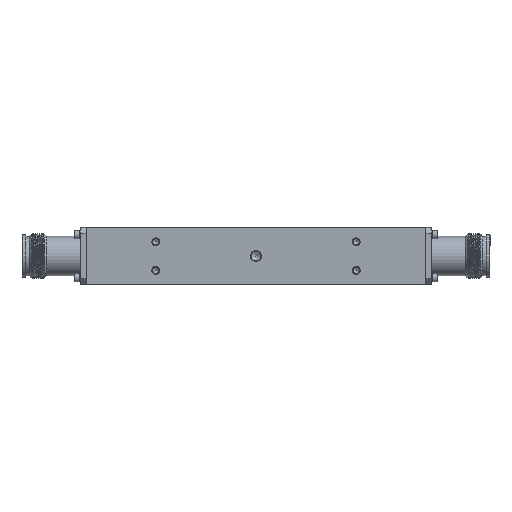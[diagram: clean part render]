
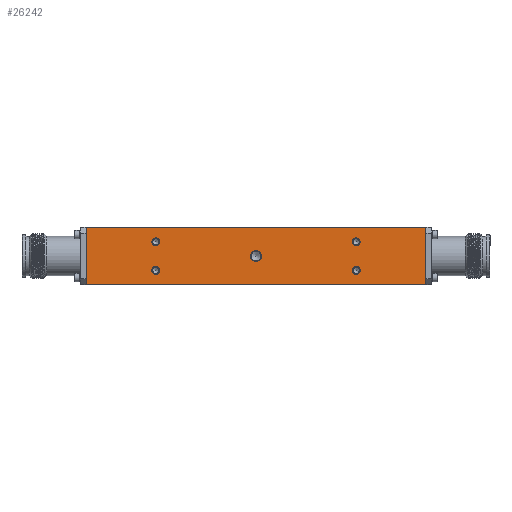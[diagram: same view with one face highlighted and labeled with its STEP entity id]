
A CAD part, front view. The second image highlights one B-rep face of the part: STEP entity #26242.
In plain terms, the highlighted planar face has unit normal (0, -1, 0).
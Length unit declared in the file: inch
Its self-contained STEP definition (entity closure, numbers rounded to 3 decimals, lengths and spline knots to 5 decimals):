
#471 = DIRECTION ( 'NONE',  ( 0., 0., 1. ) ) ;
#478 = EDGE_LOOP ( 'NONE', ( #1076 ) ) ;
#583 = EDGE_LOOP ( 'NONE', ( #44291 ) ) ;
#1076 = ORIENTED_EDGE ( 'NONE', *, *, #35419, .F. ) ;
#1297 = ORIENTED_EDGE ( 'NONE', *, *, #30403, .F. ) ;
#1507 = CIRCLE ( 'NONE', #13779, 0.069 ) ;
#1596 = EDGE_CURVE ( 'NONE', #47941, #10644, #46266, .T. ) ;
#1619 = AXIS2_PLACEMENT_3D ( 'NONE', #43334, #43080, #471 ) ;
#2854 = CARTESIAN_POINT ( 'NONE',  ( -1.75, -1.2, -0.25 ) ) ;
#3096 = CARTESIAN_POINT ( 'NONE',  ( -1.75, -1.2, 0.181 ) ) ;
#3210 = DIRECTION ( 'NONE',  ( 0., 0., -1. ) ) ;
#4561 = FACE_BOUND ( 'NONE', #28928, .T. ) ;
#4656 = CARTESIAN_POINT ( 'NONE',  ( -2.965, -1.2, 0.5 ) ) ;
#5551 = CARTESIAN_POINT ( 'NONE',  ( -2.965, -1.2, 0.5 ) ) ;
#5869 = CARTESIAN_POINT ( 'NONE',  ( 1.75, -1.2, 0.181 ) ) ;
#6300 = VERTEX_POINT ( 'NONE', #17695 ) ;
#6688 = ORIENTED_EDGE ( 'NONE', *, *, #32259, .F. ) ;
#6954 = EDGE_LOOP ( 'NONE', ( #26388, #39234, #1297, #13106 ) ) ;
#7437 = CARTESIAN_POINT ( 'NONE',  ( -2.965, -1.2, -0.5 ) ) ;
#7788 = LINE ( 'NONE', #15510, #45965 ) ;
#8054 = AXIS2_PLACEMENT_3D ( 'NONE', #28378, #31694, #24538 ) ;
#9930 = DIRECTION ( 'NONE',  ( 0., 0., -1. ) ) ;
#10644 = VERTEX_POINT ( 'NONE', #7437 ) ;
#11108 = CARTESIAN_POINT ( 'NONE',  ( -2.965, -1.2, 0.5 ) ) ;
#11699 = LINE ( 'NONE', #39395, #17037 ) ;
#12127 = AXIS2_PLACEMENT_3D ( 'NONE', #42382, #29545, #26224 ) ;
#13106 = ORIENTED_EDGE ( 'NONE', *, *, #1596, .T. ) ;
#13779 = AXIS2_PLACEMENT_3D ( 'NONE', #2854, #41874, #49843 ) ;
#15510 = CARTESIAN_POINT ( 'NONE',  ( 2.965, -1.2, 0.5 ) ) ;
#16006 = ORIENTED_EDGE ( 'NONE', *, *, #40231, .F. ) ;
#17037 = VECTOR ( 'NONE', #34542, 39.37008 ) ;
#17695 = CARTESIAN_POINT ( 'NONE',  ( 2.965, -1.2, -0.5 ) ) ;
#17818 = EDGE_CURVE ( 'NONE', #10644, #6300, #11699, .T. ) ;
#18376 = DIRECTION ( 'NONE',  ( 0., -1., 0. ) ) ;
#19076 = EDGE_LOOP ( 'NONE', ( #6688 ) ) ;
#20174 = CIRCLE ( 'NONE', #25934, 0.069 ) ;
#20487 = FACE_BOUND ( 'NONE', #583, .T. ) ;
#20571 = DIRECTION ( 'NONE',  ( 1., 0., 0. ) ) ;
#20747 = VERTEX_POINT ( 'NONE', #39740 ) ;
#21220 = DIRECTION ( 'NONE',  ( 0., -1., 0. ) ) ;
#23708 = ORIENTED_EDGE ( 'NONE', *, *, #24771, .F. ) ;
#24310 = FACE_BOUND ( 'NONE', #43518, .T. ) ;
#24383 = CIRCLE ( 'NONE', #12127, 0.069 ) ;
#24538 = DIRECTION ( 'NONE',  ( 0., 0., -1. ) ) ;
#24771 = EDGE_CURVE ( 'NONE', #26958, #26958, #41078, .T. ) ;
#24911 = LINE ( 'NONE', #4656, #27994 ) ;
#25934 = AXIS2_PLACEMENT_3D ( 'NONE', #49221, #21220, #44336 ) ;
#26224 = DIRECTION ( 'NONE',  ( 0., 0., -1. ) ) ;
#26242 = ADVANCED_FACE ( 'NONE', ( #20487, #31244, #4561, #24310, #43832, #36123 ), #44787, .F. ) ;
#26388 = ORIENTED_EDGE ( 'NONE', *, *, #17818, .T. ) ;
#26958 = VERTEX_POINT ( 'NONE', #30282 ) ;
#27994 = VECTOR ( 'NONE', #20571, 39.37008 ) ;
#28178 = VECTOR ( 'NONE', #35179, 39.37008 ) ;
#28294 = EDGE_CURVE ( 'NONE', #48907, #6300, #7788, .T. ) ;
#28378 = CARTESIAN_POINT ( 'NONE',  ( 0., -1.2, 0. ) ) ;
#28928 = EDGE_LOOP ( 'NONE', ( #16006 ) ) ;
#29545 = DIRECTION ( 'NONE',  ( 0., -1., 0. ) ) ;
#30282 = CARTESIAN_POINT ( 'NONE',  ( 1.75, -1.2, -0.319 ) ) ;
#30403 = EDGE_CURVE ( 'NONE', #47941, #48907, #24911, .T. ) ;
#31244 = FACE_BOUND ( 'NONE', #19076, .T. ) ;
#31694 = DIRECTION ( 'NONE',  ( 0., -1., 0. ) ) ;
#32259 = EDGE_CURVE ( 'NONE', #50579, #50579, #20174, .T. ) ;
#34542 = DIRECTION ( 'NONE',  ( 1., 0., 0. ) ) ;
#35179 = DIRECTION ( 'NONE',  ( 0., 0., -1. ) ) ;
#35419 = EDGE_CURVE ( 'NONE', #20747, #20747, #1507, .T. ) ;
#36123 = FACE_OUTER_BOUND ( 'NONE', #6954, .T. ) ;
#37690 = VERTEX_POINT ( 'NONE', #41277 ) ;
#37892 = CARTESIAN_POINT ( 'NONE',  ( 2.965, -1.2, 0.5 ) ) ;
#39234 = ORIENTED_EDGE ( 'NONE', *, *, #28294, .F. ) ;
#39395 = CARTESIAN_POINT ( 'NONE',  ( -2.965, -1.2, -0.5 ) ) ;
#39740 = CARTESIAN_POINT ( 'NONE',  ( -1.75, -1.2, -0.319 ) ) ;
#40215 = AXIS2_PLACEMENT_3D ( 'NONE', #48678, #18376, #9930 ) ;
#40231 = EDGE_CURVE ( 'NONE', #44617, #44617, #24383, .T. ) ;
#41078 = CIRCLE ( 'NONE', #40215, 0.069 ) ;
#41277 = CARTESIAN_POINT ( 'NONE',  ( 0., -1.2, -0.09843 ) ) ;
#41874 = DIRECTION ( 'NONE',  ( 0., -1., 0. ) ) ;
#42382 = CARTESIAN_POINT ( 'NONE',  ( 1.75, -1.2, 0.25 ) ) ;
#42974 = EDGE_CURVE ( 'NONE', #37690, #37690, #50700, .T. ) ;
#43080 = DIRECTION ( 'NONE',  ( 0., 1., 0. ) ) ;
#43334 = CARTESIAN_POINT ( 'NONE',  ( -2.965, -1.2, 0.5 ) ) ;
#43518 = EDGE_LOOP ( 'NONE', ( #23708 ) ) ;
#43832 = FACE_BOUND ( 'NONE', #478, .T. ) ;
#44291 = ORIENTED_EDGE ( 'NONE', *, *, #42974, .F. ) ;
#44336 = DIRECTION ( 'NONE',  ( 0., 0., -1. ) ) ;
#44617 = VERTEX_POINT ( 'NONE', #5869 ) ;
#44787 = PLANE ( 'NONE',  #1619 ) ;
#45965 = VECTOR ( 'NONE', #3210, 39.37008 ) ;
#46266 = LINE ( 'NONE', #11108, #28178 ) ;
#47941 = VERTEX_POINT ( 'NONE', #5551 ) ;
#48678 = CARTESIAN_POINT ( 'NONE',  ( 1.75, -1.2, -0.25 ) ) ;
#48907 = VERTEX_POINT ( 'NONE', #37892 ) ;
#49221 = CARTESIAN_POINT ( 'NONE',  ( -1.75, -1.2, 0.25 ) ) ;
#49843 = DIRECTION ( 'NONE',  ( 0., 0., -1. ) ) ;
#50579 = VERTEX_POINT ( 'NONE', #3096 ) ;
#50700 = CIRCLE ( 'NONE', #8054, 0.09843 ) ;
